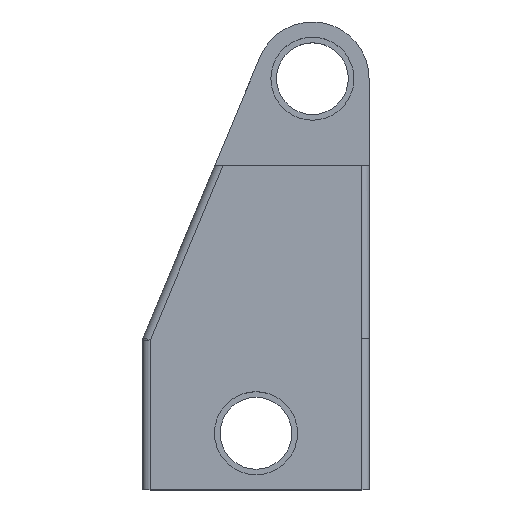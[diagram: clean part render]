
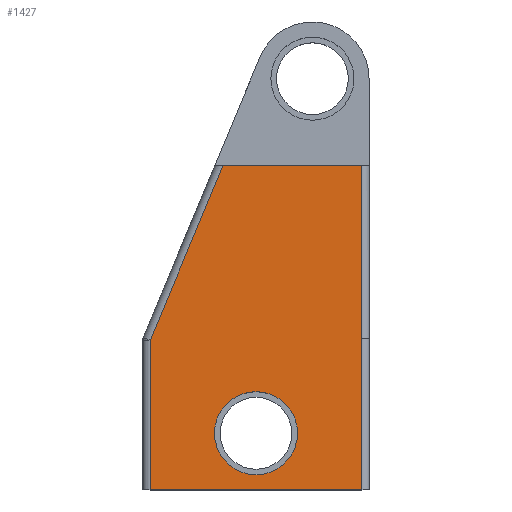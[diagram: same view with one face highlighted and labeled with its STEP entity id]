
A CAD part, top view. The second image highlights one B-rep face of the part: STEP entity #1427.
In plain terms, the highlighted planar face has unit normal (0, 0, 1).
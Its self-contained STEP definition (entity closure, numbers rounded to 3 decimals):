
#79=LINE('',#2454,#155);
#80=LINE('',#2457,#156);
#87=LINE('',#2474,#163);
#108=LINE('',#2618,#184);
#109=LINE('',#2623,#185);
#116=LINE('',#2694,#192);
#155=VECTOR('',#1815,10.);
#156=VECTOR('',#1818,10.);
#163=VECTOR('',#1833,10.);
#184=VECTOR('',#1962,10.);
#185=VECTOR('',#1967,10.);
#192=VECTOR('',#2006,10.);
#213=PLANE('',#1614);
#273=FACE_BOUND('',#444,.T.);
#341=FACE_OUTER_BOUND('',#443,.T.);
#443=EDGE_LOOP('',(#1136,#1137,#1138,#1139,#1140,#1141));
#444=EDGE_LOOP('',(#1142));
#525=CIRCLE('',#1533,11.);
#646=VERTEX_POINT('',#2399);
#649=VERTEX_POINT('',#2406);
#651=VERTEX_POINT('',#2452);
#652=VERTEX_POINT('',#2456);
#658=VERTEX_POINT('',#2472);
#684=VERTEX_POINT('',#2613);
#685=VERTEX_POINT('',#2620);
#771=EDGE_CURVE('',#646,#646,#525,.T.);
#776=EDGE_CURVE('',#649,#651,#79,.T.);
#777=EDGE_CURVE('',#652,#649,#80,.T.);
#786=EDGE_CURVE('',#658,#651,#87,.T.);
#837=EDGE_CURVE('',#658,#684,#108,.T.);
#839=EDGE_CURVE('',#684,#685,#109,.T.);
#855=EDGE_CURVE('',#685,#652,#116,.T.);
#1136=ORIENTED_EDGE('',*,*,#777,.T.);
#1137=ORIENTED_EDGE('',*,*,#776,.T.);
#1138=ORIENTED_EDGE('',*,*,#786,.F.);
#1139=ORIENTED_EDGE('',*,*,#837,.T.);
#1140=ORIENTED_EDGE('',*,*,#839,.T.);
#1141=ORIENTED_EDGE('',*,*,#855,.T.);
#1142=ORIENTED_EDGE('',*,*,#771,.F.);
#1427=ADVANCED_FACE('',(#341,#273),#213,.T.);
#1533=AXIS2_PLACEMENT_3D('',#2400,#1804,#1805);
#1614=AXIS2_PLACEMENT_3D('',#2693,#2004,#2005);
#1804=DIRECTION('center_axis',(0.,0.,1.));
#1805=DIRECTION('ref_axis',(1.,0.,0.));
#1815=DIRECTION('',(-0.001,1.,0.));
#1818=DIRECTION('',(0.,1.,0.));
#1833=DIRECTION('',(1.,0.,0.));
#1962=DIRECTION('',(-0.384,-0.923,0.));
#1967=DIRECTION('',(0.,-1.,0.));
#2004=DIRECTION('center_axis',(0.,0.,1.));
#2005=DIRECTION('ref_axis',(1.,0.,0.));
#2006=DIRECTION('',(1.,0.,0.));
#2399=CARTESIAN_POINT('',(-11.,-10.,0.));
#2400=CARTESIAN_POINT('Origin',(0.,-10.,0.));
#2406=CARTESIAN_POINT('',(28.,14.999,0.));
#2452=CARTESIAN_POINT('',(27.958,60.875,0.));
#2454=CARTESIAN_POINT('',(28.007,7.512,0.));
#2456=CARTESIAN_POINT('',(28.,-25.,0.));
#2457=CARTESIAN_POINT('',(28.,-7.5,0.));
#2472=CARTESIAN_POINT('',(-8.726,60.875,0.));
#2474=CARTESIAN_POINT('',(-7.71,60.875,0.));
#2613=CARTESIAN_POINT('',(-28.,14.6,0.));
#2618=CARTESIAN_POINT('',(-13.054,50.485,0.));
#2620=CARTESIAN_POINT('',(-28.,-25.,0.));
#2623=CARTESIAN_POINT('',(-28.,7.5,0.));
#2693=CARTESIAN_POINT('Origin',(0.,0.,
0.));
#2694=CARTESIAN_POINT('',(-30.,-25.,0.));
